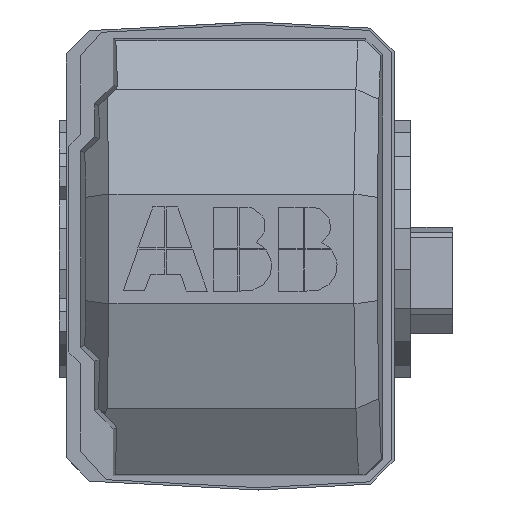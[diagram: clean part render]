
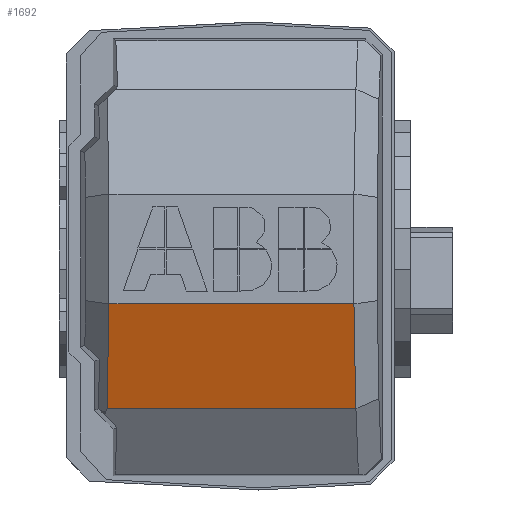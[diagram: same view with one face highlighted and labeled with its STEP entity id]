
A CAD part, left-side view. The second image highlights one B-rep face of the part: STEP entity #1692.
In plain terms, the highlighted planar face has unit normal (-0.951, 0, -0.309).
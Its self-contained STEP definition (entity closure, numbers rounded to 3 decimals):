
#1409 = VERTEX_POINT ( 'NONE', #16155 ) ;
#1684 = VERTEX_POINT ( 'NONE', #16707 ) ;
#1687 = EDGE_CURVE ( 'NONE', #1688, #1684, #16702, .T. ) ;
#1688 = VERTEX_POINT ( 'NONE', #16698 ) ;
#1689 = EDGE_LOOP ( 'NONE', ( #1693, #1820, #1860, #1811, #1819, #1822 ) ) ;
#1692 = ADVANCED_FACE ( 'NONE', ( #16693 ), #16692, .T. ) ;
#1693 = ORIENTED_EDGE ( 'NONE', *, *, #1694, .F. ) ;
#1694 = EDGE_CURVE ( 'NONE', #1409, #1684, #16690, .T. ) ;
#1811 = ORIENTED_EDGE ( 'NONE', *, *, #1867, .F. ) ;
#1819 = ORIENTED_EDGE ( 'NONE', *, *, #1821, .F. ) ;
#1820 = ORIENTED_EDGE ( 'NONE', *, *, #1876, .F. ) ;
#1821 = EDGE_CURVE ( 'NONE', #1688, #1868, #16921, .T. ) ;
#1822 = ORIENTED_EDGE ( 'NONE', *, *, #1687, .T. ) ;
#1830 = VERTEX_POINT ( 'NONE', #16909 ) ;
#1860 = ORIENTED_EDGE ( 'NONE', *, *, #1861, .F. ) ;
#1861 = EDGE_CURVE ( 'NONE', #1830, #1877, #16987, .T. ) ;
#1867 = EDGE_CURVE ( 'NONE', #1868, #1830, #16977, .T. ) ;
#1868 = VERTEX_POINT ( 'NONE', #16973 ) ;
#1876 = EDGE_CURVE ( 'NONE', #1877, #1409, #17021, .T. ) ;
#1877 = VERTEX_POINT ( 'NONE', #17017 ) ;
#16155 = CARTESIAN_POINT ( 'NONE',  ( -78.129, 63.862, 688.46 ) ) ;
#16684 = DIRECTION ( 'NONE',  ( -0.292, -0.325, 0.9 ) ) ;
#16685 = VECTOR ( 'NONE', #16684, 1000. ) ;
#16686 = CARTESIAN_POINT ( 'NONE',  ( -78.129, 63.862, 688.46 ) ) ;
#16687 = DIRECTION ( 'NONE',  ( -0.309, 0., 0.951 ) ) ;
#16688 = DIRECTION ( 'NONE',  ( -0.951, 0., -0.309 ) ) ;
#16689 = AXIS2_PLACEMENT_3D ( 'NONE', #16691, #16688, #16687 ) ;
#16690 = LINE ( 'NONE', #16686, #16685 ) ;
#16691 = CARTESIAN_POINT ( 'NONE',  ( -78.153, 100., 688.535 ) ) ;
#16692 = PLANE ( 'NONE',  #16689 ) ;
#16693 = FACE_OUTER_BOUND ( 'NONE', #1689, .T. ) ;
#16698 = CARTESIAN_POINT ( 'NONE',  ( -78.153, -40.835, 688.535 ) ) ;
#16699 = DIRECTION ( 'NONE',  ( 0., 1., 0. ) ) ;
#16700 = VECTOR ( 'NONE', #16699, 1000. ) ;
#16701 = CARTESIAN_POINT ( 'NONE',  ( -78.153, 100., 688.535 ) ) ;
#16702 = LINE ( 'NONE', #16701, #16700 ) ;
#16707 = CARTESIAN_POINT ( 'NONE',  ( -78.153, 63.835, 688.535 ) ) ;
#16909 = CARTESIAN_POINT ( 'NONE',  ( -63.651, -41.62, 643.901 ) ) ;
#16918 = DIRECTION ( 'NONE',  ( 0.292, -0.325, -0.9 ) ) ;
#16919 = VECTOR ( 'NONE', #16918, 1000. ) ;
#16920 = CARTESIAN_POINT ( 'NONE',  ( -78.153, -40.835, 688.535 ) ) ;
#16921 = LINE ( 'NONE', #16920, #16919 ) ;
#16973 = CARTESIAN_POINT ( 'NONE',  ( -78.129, -40.862, 688.46 ) ) ;
#16974 = DIRECTION ( 'NONE',  ( 0.309, -0.016, -0.951 ) ) ;
#16975 = VECTOR ( 'NONE', #16974, 1000. ) ;
#16976 = CARTESIAN_POINT ( 'NONE',  ( -78.129, -40.862, 688.46 ) ) ;
#16977 = LINE ( 'NONE', #16976, #16975 ) ;
#16984 = DIRECTION ( 'NONE',  ( 0., 1., 0. ) ) ;
#16985 = VECTOR ( 'NONE', #16984, 1000. ) ;
#16986 = CARTESIAN_POINT ( 'NONE',  ( -63.651, 100., 643.901 ) ) ;
#16987 = LINE ( 'NONE', #16986, #16985 ) ;
#17017 = CARTESIAN_POINT ( 'NONE',  ( -63.651, 64.62, 643.901 ) ) ;
#17018 = DIRECTION ( 'NONE',  ( -0.309, -0.016, 0.951 ) ) ;
#17019 = VECTOR ( 'NONE', #17018, 1000. ) ;
#17020 = CARTESIAN_POINT ( 'NONE',  ( -63.651, 64.62, 643.901 ) ) ;
#17021 = LINE ( 'NONE', #17020, #17019 ) ;
